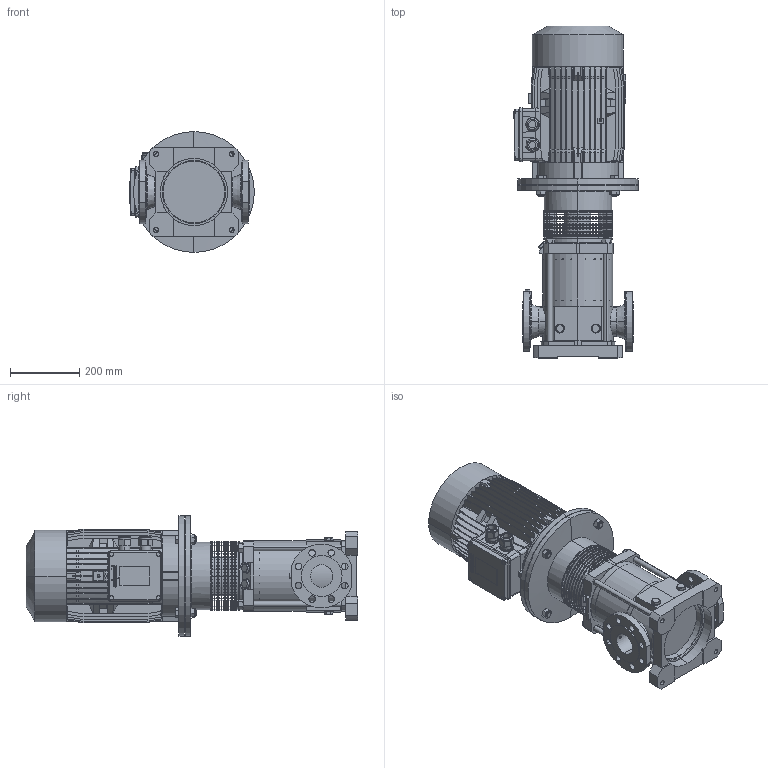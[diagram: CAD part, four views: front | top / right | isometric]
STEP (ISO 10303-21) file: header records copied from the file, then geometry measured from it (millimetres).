
FILE_DESCRIPTION (( 'STEP AP214' ), '1' );
FILE_NAME ('4.93.541.34swa01.step', '2020-11-26T09:31:33', ( '' ), ( '' ), 'SwSTEP 2.0', 'SolidWorks 2019', '' );
FILE_SCHEMA (( 'AUTOMOTIVE_DESIGN' ));
Length unit declared in the file: millimetre
Products named in the file (17): 10007670swn00_M32x1.5; 4_92_054_REV00_SEMPLIFICATO; 10007576swa00_M132L; 10009924swp00_MXV (4) 65-3203; 4.66.424swp04_G38x10; 4.93.533.34swa01; 10009927swp00; 10009926swp00; 10007572swp00_132L; 10009925swp00_MOTORE 160; 10009928swp00_MXV (4) 65-3203; 10000007swn00_M16 6S ZINCATO; 10009923swp00; 10000018swn00_M16x50 8.8 ZINCATA; 10007568swp00_M132 B5-De350; 4.66.424swp04_G18x7; 4.93.541.34swa01
Assembly tree (35 placements, depth 3):
  4.93.541.34swa01
    4.93.533.34swa01
      10009923swp00
      10009927swp00
      10009924swp00_MXV (4) 65-3203
      10009925swp00_MOTORE 160
      10009926swp00
      4_92_054_REV00_SEMPLIFICATO
      10009928swp00_MXV (4) 65-3203  x4
      10000007swn00_M16 6S ZINCATO  x4
      4.66.424swp04_G38x10  x6
      4.66.424swp04_G18x7
    10007576swa00_M132L
      10007568swp00_M132 B5-De350
      10007572swp00_132L
      10007670swn00_M32x1.5  x2
    10000018swn00_M16x50 8.8 ZINCATA  x4
    10000007swn00_M16 6S ZINCATO  x4
Bounding box: 361.2 x 961.5 x 350 mm (x, y, z)
Volume: 34587774 mm3; surface area: 2659407.5 mm2
Topology: 35 solids, 35 shells, 4204 faces, 11533 edges, 7526 vertices
Faces by surface type: plane 3189, cone 458, cylinder 453, bspline 88, torus 16
Entity records: 127495 total; most frequent: CARTESIAN_POINT 26821, ORIENTED_EDGE 20928, DIRECTION 19992, EDGE_CURVE 10464, VERTEX_POINT 6922, VECTOR 6790, LINE 6790, AXIS2_PLACEMENT_3D 6601
